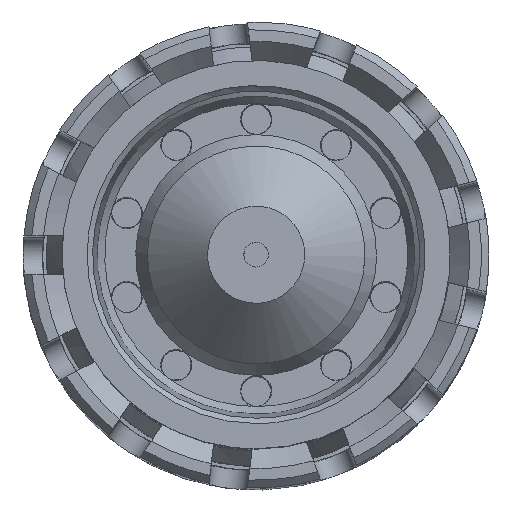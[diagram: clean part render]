
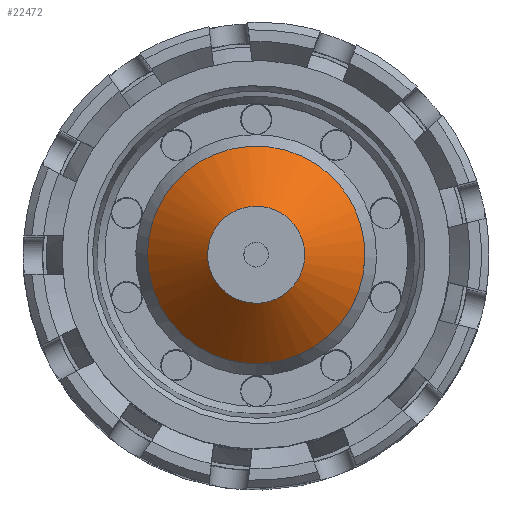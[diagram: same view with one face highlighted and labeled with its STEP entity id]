
A CAD part, top view. The second image highlights one B-rep face of the part: STEP entity #22472.
In plain terms, the highlighted free-form (B-spline) face has degree [2, 1] with [9, 2] control points.
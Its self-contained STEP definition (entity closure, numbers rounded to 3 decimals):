
#22435 = EDGE_CURVE('',#22436,#22436,#22438,.T.);
#22436 = VERTEX_POINT('',#22437);
#22437 = CARTESIAN_POINT('',(0.,-37.319,
    110.224));
#22438 = ( BOUNDED_CURVE() B_SPLINE_CURVE(2,(#22439,#22440,#22441,#22442
    ,#22443,#22444,#22445),.UNSPECIFIED.,.T.,.F.) 
B_SPLINE_CURVE_WITH_KNOTS((3,2,2,3),(4.712,6.807,
8.901,10.996),.PIECEWISE_BEZIER_KNOTS.) CURVE() 
GEOMETRIC_REPRESENTATION_ITEM() RATIONAL_B_SPLINE_CURVE((1.,0.5,1.,0.5,
1.,0.5,1.)) REPRESENTATION_ITEM('') );
#22439 = CARTESIAN_POINT('',(0.,-37.319,
    110.224));
#22440 = CARTESIAN_POINT('',(-64.638,-37.319,
    110.224));
#22441 = CARTESIAN_POINT('',(-32.319,18.659,
    110.224));
#22442 = CARTESIAN_POINT('',(0.,74.638,
    110.224));
#22443 = CARTESIAN_POINT('',(32.319,18.659,
    110.224));
#22444 = CARTESIAN_POINT('',(64.638,-37.319,
    110.224));
#22445 = CARTESIAN_POINT('',(0.,-37.319,
    110.224));
#22472 = ADVANCED_FACE('',(#22473),#22494,.T.);
#22473 = FACE_BOUND('',#22474,.T.);
#22474 = EDGE_LOOP('',(#22475,#22487,#22492,#22493));
#22475 = ORIENTED_EDGE('',*,*,#22476,.T.);
#22476 = EDGE_CURVE('',#22477,#22477,#22479,.T.);
#22477 = VERTEX_POINT('',#22478);
#22478 = CARTESIAN_POINT('',(0.,-16.66,
    130.882));
#22479 = ( BOUNDED_CURVE() B_SPLINE_CURVE(2,(#22480,#22481,#22482,#22483
    ,#22484,#22485,#22486),.UNSPECIFIED.,.T.,.F.) 
B_SPLINE_CURVE_WITH_KNOTS((3,2,2,3),(4.712,6.807,
8.901,10.996),.PIECEWISE_BEZIER_KNOTS.) CURVE() 
GEOMETRIC_REPRESENTATION_ITEM() RATIONAL_B_SPLINE_CURVE((1.,0.5,1.,0.5,
1.,0.5,1.)) REPRESENTATION_ITEM('') );
#22480 = CARTESIAN_POINT('',(0.,-16.66,
    130.882));
#22481 = CARTESIAN_POINT('',(-28.856,-16.66,
    130.882));
#22482 = CARTESIAN_POINT('',(-14.428,8.33,
    130.882));
#22483 = CARTESIAN_POINT('',(0.,33.32,
    130.882));
#22484 = CARTESIAN_POINT('',(14.428,8.33,
    130.882));
#22485 = CARTESIAN_POINT('',(28.856,-16.66,
    130.882));
#22486 = CARTESIAN_POINT('',(0.,-16.66,
    130.882));
#22487 = ORIENTED_EDGE('',*,*,#22488,.T.);
#22488 = EDGE_CURVE('',#22477,#22436,#22489,.T.);
#22489 = B_SPLINE_CURVE_WITH_KNOTS('',1,(#22490,#22491),.UNSPECIFIED.,
  .F.,.F.,(2,2),(-10.96,10.96),
  .PIECEWISE_BEZIER_KNOTS.);
#22490 = CARTESIAN_POINT('',(0.,-16.66,
    130.882));
#22491 = CARTESIAN_POINT('',(0.,-37.319,
    110.224));
#22492 = ORIENTED_EDGE('',*,*,#22435,.F.);
#22493 = ORIENTED_EDGE('',*,*,#22488,.F.);
#22494 = ( BOUNDED_SURFACE() B_SPLINE_SURFACE(2,1,(
    (#22495,#22496)
    ,(#22497,#22498)
    ,(#22499,#22500)
    ,(#22501,#22502)
    ,(#22503,#22504)
    ,(#22505,#22506)
    ,(#22507,#22508)
    ,(#22509,#22510)
    ,(#22511,#22512
)),.UNSPECIFIED.,.T.,.F.,.F.) B_SPLINE_SURFACE_WITH_KNOTS((3,2,2,2,3),(2
    ,2),(-3.142,-2.094,0.,2.094,3.142)
  ,(-10.96,10.96),.UNSPECIFIED.) 
GEOMETRIC_REPRESENTATION_ITEM() RATIONAL_B_SPLINE_SURFACE((
    (0.75,0.75)
    ,(0.75,0.75)
    ,(1.,1.)
    ,(0.5,0.5)
    ,(1.,1.)
    ,(0.5,0.5)
    ,(1.,1.)
    ,(0.75,0.75)
,(0.75,0.75))) REPRESENTATION_ITEM('') SURFACE() );
#22495 = CARTESIAN_POINT('',(0.,-16.66,
    130.882));
#22496 = CARTESIAN_POINT('',(0.,-37.319,
    110.224));
#22497 = CARTESIAN_POINT('',(-9.619,-16.66,
    130.882));
#22498 = CARTESIAN_POINT('',(-21.546,-37.319,
    110.224));
#22499 = CARTESIAN_POINT('',(-14.428,-8.33,
    130.882));
#22500 = CARTESIAN_POINT('',(-32.319,-18.659,
    110.224));
#22501 = CARTESIAN_POINT('',(-28.856,16.66,
    130.882));
#22502 = CARTESIAN_POINT('',(-64.638,37.319,
    110.224));
#22503 = CARTESIAN_POINT('',(0.,16.66,
    130.882));
#22504 = CARTESIAN_POINT('',(0.,37.319,
    110.224));
#22505 = CARTESIAN_POINT('',(28.856,16.66,
    130.882));
#22506 = CARTESIAN_POINT('',(64.638,37.319,
    110.224));
#22507 = CARTESIAN_POINT('',(14.428,-8.33,
    130.882));
#22508 = CARTESIAN_POINT('',(32.319,-18.659,
    110.224));
#22509 = CARTESIAN_POINT('',(9.619,-16.66,
    130.882));
#22510 = CARTESIAN_POINT('',(21.546,-37.319,
    110.224));
#22511 = CARTESIAN_POINT('',(0.,-16.66,
    130.882));
#22512 = CARTESIAN_POINT('',(0.,-37.319,
    110.224));
